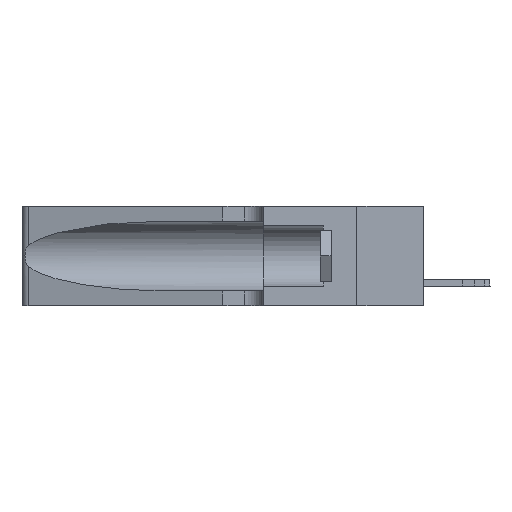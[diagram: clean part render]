
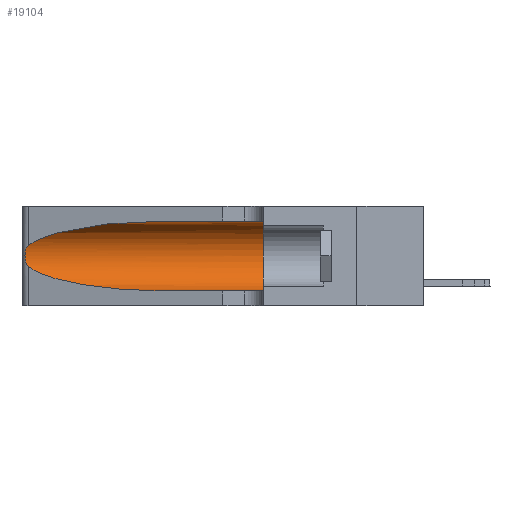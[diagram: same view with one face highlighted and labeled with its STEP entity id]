
A CAD part, left-side view. The second image highlights one B-rep face of the part: STEP entity #19104.
In plain terms, the highlighted cylindrical face has radius 3.308 mm (diameter 6.617 mm), a partial arc.
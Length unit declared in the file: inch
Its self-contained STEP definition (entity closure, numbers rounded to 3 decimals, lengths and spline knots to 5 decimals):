
#667 = EDGE_LOOP ( 'NONE', ( #20254, #15126, #12554, #25778, #28807, #12002 ) ) ;
#2275 = CARTESIAN_POINT ( 'NONE',  ( 0.1305, 0.35, 0.185 ) ) ;
#2282 = CARTESIAN_POINT ( 'NONE',  ( 0.25787, 1.23484, 0.2124 ) ) ;
#2451 = CARTESIAN_POINT ( 'NONE',  ( 0.25789, 1.23486, 0.15765 ) ) ;
#2630 = EDGE_CURVE ( 'NONE', #22815, #11915, #30599, .T. ) ;
#2818 = DIRECTION ( 'NONE',  ( 0., -1., 0. ) ) ;
#4307 = CARTESIAN_POINT ( 'NONE',  ( 0.1305, 0.72297, 0.31525 ) ) ;
#5045 = CARTESIAN_POINT ( 'NONE',  ( 0.25555, 1.22994, 0.2215 ) ) ;
#7676 = VECTOR ( 'NONE', #8167, 39.37008 ) ;
#8167 = DIRECTION ( 'NONE',  ( 0., -1., 0. ) ) ;
#8394 = AXIS2_PLACEMENT_3D ( 'NONE', #2275, #35254, #20258 ) ;
#9749 = AXIS2_PLACEMENT_3D ( 'NONE', #25302, #31679, #10573 ) ;
#10573 = DIRECTION ( 'NONE',  ( 0., 0., -1. ) ) ;
#11065 = CARTESIAN_POINT ( 'NONE',  ( 0.1305, 1.61858, 0.05475 ) ) ;
#11915 = VERTEX_POINT ( 'NONE', #19976 ) ;
#11986 = CARTESIAN_POINT ( 'NONE',  ( 0.26017, 1.23833, 0.17102 ) ) ;
#12002 = ORIENTED_EDGE ( 'NONE', *, *, #20811, .F. ) ;
#12325 = CARTESIAN_POINT ( 'NONE',  ( 0.1305, 0.72297, 0.05475 ) ) ;
#12367 = VERTEX_POINT ( 'NONE', #4307 ) ;
#12554 = ORIENTED_EDGE ( 'NONE', *, *, #32060, .T. ) ;
#14417 = VERTEX_POINT ( 'NONE', #22185 ) ;
#15126 = ORIENTED_EDGE ( 'NONE', *, *, #2630, .T. ) ;
#15452 = CARTESIAN_POINT ( 'NONE',  ( 0.1305, 0.72297, 0.05475 ) ) ;
#15488 = CARTESIAN_POINT ( 'NONE',  ( 0.2373, 1.15595, 0.08982 ) ) ;
#16242 = CARTESIAN_POINT ( 'NONE',  ( 0.18966, 0.96281, 0.31525 ) ) ;
#16574 = CARTESIAN_POINT ( 'NONE',  ( 0.25856, 1.23593, 0.16098 ) ) ;
#16861 = EDGE_CURVE ( 'NONE', #12367, #22815, #23593, .T. ) ;
#17719 =( BOUNDED_CURVE ( )  B_SPLINE_CURVE ( 3, ( #36043, #15488, #21357, #12325 ),
 .UNSPECIFIED., .F., .F. ) 
 B_SPLINE_CURVE_WITH_KNOTS ( ( 4, 4 ),
 ( 3.44316, 4.71239 ),
 .UNSPECIFIED. ) 
 CURVE ( )  GEOMETRIC_REPRESENTATION_ITEM ( )  RATIONAL_B_SPLINE_CURVE ( ( 1., 0.87, 0.87, 1. ) ) 
 REPRESENTATION_ITEM ( '' )  );
#19104 = ADVANCED_FACE ( 'NONE', ( #28154 ), #20597, .F. ) ;
#19976 = CARTESIAN_POINT ( 'NONE',  ( 0.25487, 1.22718, 0.14631 ) ) ;
#19987 = LINE ( 'NONE', #32035, #34166 ) ;
#20254 = ORIENTED_EDGE ( 'NONE', *, *, #16861, .T. ) ;
#20258 = DIRECTION ( 'NONE',  ( 0., 0., 1. ) ) ;
#20597 = CYLINDRICAL_SURFACE ( 'NONE', #9749, 0.13025 ) ;
#20811 = EDGE_CURVE ( 'NONE', #12367, #14417, #19987, .T. ) ;
#21357 = CARTESIAN_POINT ( 'NONE',  ( 0.18966, 0.96281, 0.05475 ) ) ;
#22185 = CARTESIAN_POINT ( 'NONE',  ( 0.1305, 0.35, 0.31525 ) ) ;
#22622 = VERTEX_POINT ( 'NONE', #15452 ) ;
#22815 = VERTEX_POINT ( 'NONE', #35264 ) ;
#23593 =( BOUNDED_CURVE ( )  B_SPLINE_CURVE ( 3, ( #31819, #16242, #34610, #28634 ),
 .UNSPECIFIED., .F., .T. ) 
 B_SPLINE_CURVE_WITH_KNOTS ( ( 4, 4 ),
 ( 1.5708, 2.84003 ),
 .UNSPECIFIED. ) 
 CURVE ( )  GEOMETRIC_REPRESENTATION_ITEM ( )  RATIONAL_B_SPLINE_CURVE ( ( 1., 0.87, 0.87, 1. ) ) 
 REPRESENTATION_ITEM ( '' )  );
#23820 = LINE ( 'NONE', #11065, #7676 ) ;
#24630 = CARTESIAN_POINT ( 'NONE',  ( 0.25487, 1.22718, 0.14631 ) ) ;
#25302 = CARTESIAN_POINT ( 'NONE',  ( 0.1305, 1.61858, 0.185 ) ) ;
#25778 = ORIENTED_EDGE ( 'NONE', *, *, #36483, .T. ) ;
#25967 = CARTESIAN_POINT ( 'NONE',  ( 0.26075, 1.23896, 0.178 ) ) ;
#26170 = CIRCLE ( 'NONE', #8394, 0.13025 ) ;
#26905 = VERTEX_POINT ( 'NONE', #36234 ) ;
#27560 = CARTESIAN_POINT ( 'NONE',  ( 0.25555, 1.22993, 0.14849 ) ) ;
#28154 = FACE_OUTER_BOUND ( 'NONE', #667, .T. ) ;
#28634 = CARTESIAN_POINT ( 'NONE',  ( 0.25487, 1.22718, 0.22369 ) ) ;
#28807 = ORIENTED_EDGE ( 'NONE', *, *, #31886, .F. ) ;
#29013 = CARTESIAN_POINT ( 'NONE',  ( 0.26018, 1.23835, 0.19895 ) ) ;
#29570 = CARTESIAN_POINT ( 'NONE',  ( 0.25854, 1.2359, 0.20912 ) ) ;
#30599 = B_SPLINE_CURVE_WITH_KNOTS ( 'NONE', 3,
 ( #35257, #5045, #35538, #2282, #29570, #29013, #35660, #25967, #11986, #16574, #2451, #34415, #27560, #24630 ),
 .UNSPECIFIED., .F., .F.,
 ( 4, 2, 2, 2, 2, 2, 4 ),
 ( 0., 0.00027, 0.00053, 0.00107, 0.0016, 0.00187, 0.00214 ),
 .UNSPECIFIED. ) ;
#31679 = DIRECTION ( 'NONE',  ( 0., -1., 0. ) ) ;
#31819 = CARTESIAN_POINT ( 'NONE',  ( 0.1305, 0.72297, 0.31525 ) ) ;
#31886 = EDGE_CURVE ( 'NONE', #14417, #26905, #26170, .T. ) ;
#32035 = CARTESIAN_POINT ( 'NONE',  ( 0.1305, 1.61858, 0.31525 ) ) ;
#32060 = EDGE_CURVE ( 'NONE', #11915, #22622, #17719, .T. ) ;
#34166 = VECTOR ( 'NONE', #2818, 39.37008 ) ;
#34415 = CARTESIAN_POINT ( 'NONE',  ( 0.25639, 1.23186, 0.15144 ) ) ;
#34610 = CARTESIAN_POINT ( 'NONE',  ( 0.2373, 1.15595, 0.28018 ) ) ;
#35254 = DIRECTION ( 'NONE',  ( 0., 1., 0. ) ) ;
#35257 = CARTESIAN_POINT ( 'NONE',  ( 0.25487, 1.22718, 0.22369 ) ) ;
#35264 = CARTESIAN_POINT ( 'NONE',  ( 0.25487, 1.22718, 0.22369 ) ) ;
#35538 = CARTESIAN_POINT ( 'NONE',  ( 0.25639, 1.23184, 0.21858 ) ) ;
#35660 = CARTESIAN_POINT ( 'NONE',  ( 0.26075, 1.23896, 0.19203 ) ) ;
#36043 = CARTESIAN_POINT ( 'NONE',  ( 0.25487, 1.22718, 0.14631 ) ) ;
#36234 = CARTESIAN_POINT ( 'NONE',  ( 0.1305, 0.35, 0.05475 ) ) ;
#36483 = EDGE_CURVE ( 'NONE', #22622, #26905, #23820, .T. ) ;
